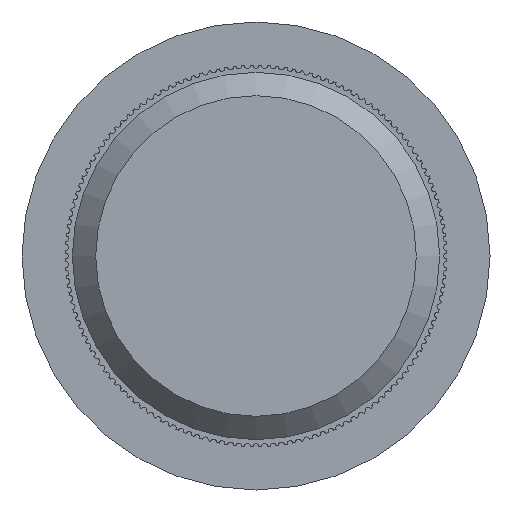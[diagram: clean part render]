
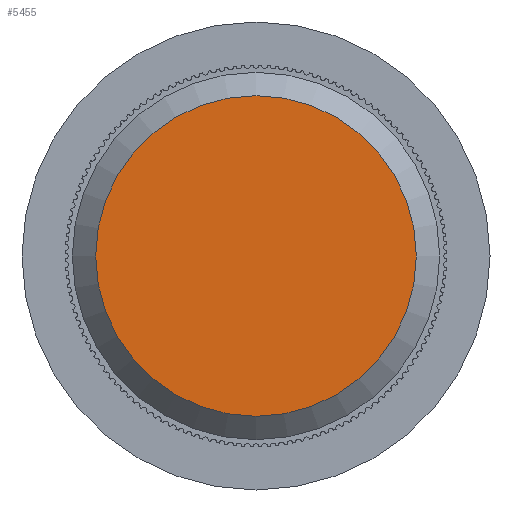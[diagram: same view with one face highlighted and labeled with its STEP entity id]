
A CAD part, front view. The second image highlights one B-rep face of the part: STEP entity #5455.
In plain terms, the highlighted planar face has unit normal (0, -1, 0).
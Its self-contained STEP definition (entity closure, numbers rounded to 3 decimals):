
#24=PLANE('',#6338);
#314=FACE_OUTER_BOUND('',#607,.T.);
#607=EDGE_LOOP('',(#4882));
#1177=CIRCLE('',#6336,6.85);
#2317=VERTEX_POINT('',#10056);
#3171=EDGE_CURVE('',#2317,#2317,#1177,.T.);
#4882=ORIENTED_EDGE('',*,*,#3171,.F.);
#5455=ADVANCED_FACE('',(#314),#24,.F.);
#6336=AXIS2_PLACEMENT_3D('',#10058,#8339,#8340);
#6338=AXIS2_PLACEMENT_3D('',#10061,#8344,#8345);
#8339=DIRECTION('center_axis',(0.,1.,0.));
#8340=DIRECTION('ref_axis',(1.,0.,0.));
#8344=DIRECTION('center_axis',(0.,1.,0.));
#8345=DIRECTION('ref_axis',(0.,0.,1.));
#10056=CARTESIAN_POINT('',(-6.85,0.,0.));
#10058=CARTESIAN_POINT('Origin',(0.,0.,0.));
#10061=CARTESIAN_POINT('Origin',(0.,0.,0.));
